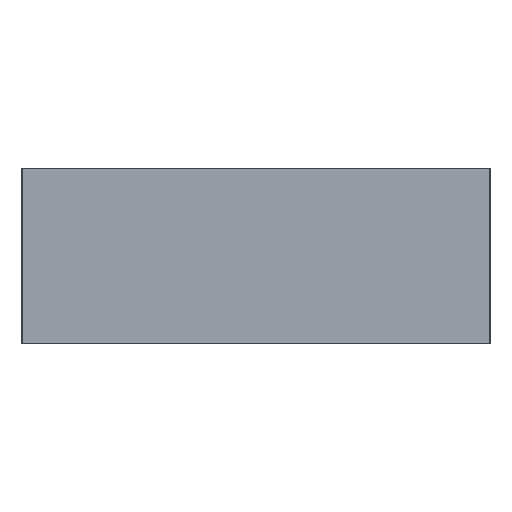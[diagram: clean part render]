
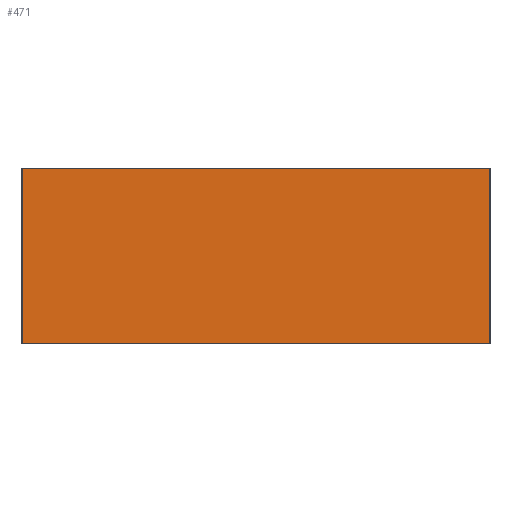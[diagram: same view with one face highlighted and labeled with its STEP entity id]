
A CAD part, left-side view. The second image highlights one B-rep face of the part: STEP entity #471.
In plain terms, the highlighted planar face has unit normal (-1, 0, 0).
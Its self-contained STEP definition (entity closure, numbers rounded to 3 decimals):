
#380 = VERTEX_POINT('',#381);
#381 = CARTESIAN_POINT('',(-7.5,1.999,1.499));
#389 = VERTEX_POINT('',#390);
#390 = CARTESIAN_POINT('',(-7.5,1.999,0.001));
#396 = EDGE_CURVE('',#389,#380,#397,.T.);
#397 = LINE('',#398,#399);
#398 = CARTESIAN_POINT('',(-7.5,1.999,0.001));
#399 = VECTOR('',#400,1.);
#400 = DIRECTION('',(0.,0.,1.));
#411 = VERTEX_POINT('',#412);
#412 = CARTESIAN_POINT('',(-7.5,-1.999,1.499));
#420 = EDGE_CURVE('',#380,#411,#421,.T.);
#421 = LINE('',#422,#423);
#422 = CARTESIAN_POINT('',(-7.5,-1.999,1.499));
#423 = VECTOR('',#424,1.);
#424 = DIRECTION('',(0.,-1.,0.));
#435 = VERTEX_POINT('',#436);
#436 = CARTESIAN_POINT('',(-7.5,-1.999,0.001));
#444 = EDGE_CURVE('',#411,#435,#445,.T.);
#445 = LINE('',#446,#447);
#446 = CARTESIAN_POINT('',(-7.5,-1.999,0.001));
#447 = VECTOR('',#448,1.);
#448 = DIRECTION('',(0.,0.,-1.));
#461 = EDGE_CURVE('',#435,#389,#462,.T.);
#462 = LINE('',#463,#464);
#463 = CARTESIAN_POINT('',(-7.5,-1.999,0.001));
#464 = VECTOR('',#465,1.);
#465 = DIRECTION('',(0.,1.,0.));
#471 = ADVANCED_FACE('',(#472),#478,.T.);
#472 = FACE_BOUND('',#473,.T.);
#473 = EDGE_LOOP('',(#474,#475,#476,#477));
#474 = ORIENTED_EDGE('',*,*,#396,.F.);
#475 = ORIENTED_EDGE('',*,*,#461,.F.);
#476 = ORIENTED_EDGE('',*,*,#444,.F.);
#477 = ORIENTED_EDGE('',*,*,#420,.F.);
#478 = PLANE('',#479);
#479 = AXIS2_PLACEMENT_3D('',#480,#481,#482);
#480 = CARTESIAN_POINT('',(-7.5,0.,0.75));
#481 = DIRECTION('',(-1.,0.,0.));
#482 = DIRECTION('',(0.,-1.,0.));
